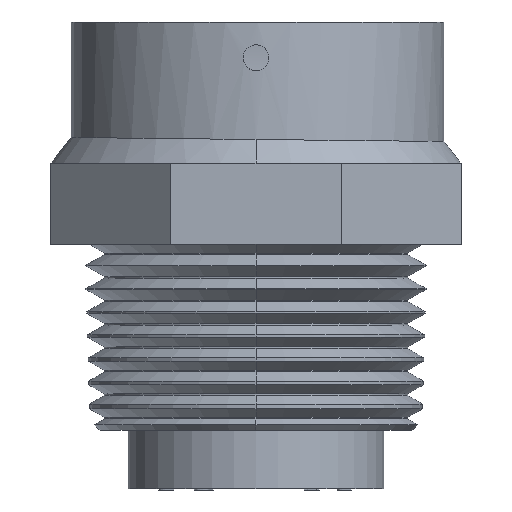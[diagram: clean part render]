
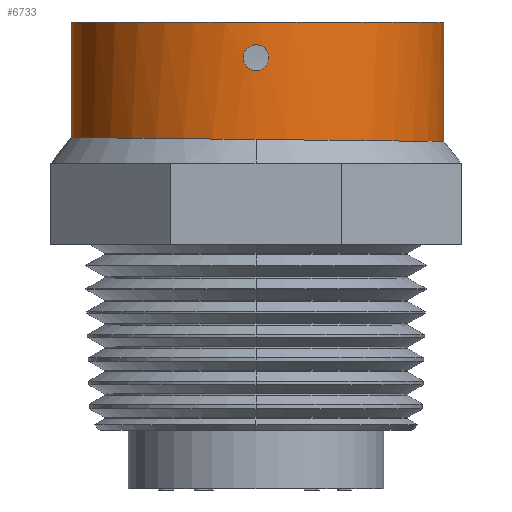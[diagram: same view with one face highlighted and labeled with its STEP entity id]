
A CAD part, front view. The second image highlights one B-rep face of the part: STEP entity #6733.
In plain terms, the highlighted cylindrical face has radius 14.4 mm (diameter 28.8 mm), a partial arc.
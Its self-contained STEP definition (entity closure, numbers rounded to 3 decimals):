
#2=CARTESIAN_POINT('',(14.52,0.,12.268));
#30=CARTESIAN_POINT('',(0.,-14.399,12.422));
#31=CARTESIAN_POINT('',(0.399,-14.403,12.418));
#32=CARTESIAN_POINT('',(1.197,-14.376,12.409));
#33=CARTESIAN_POINT('',(2.387,-14.237,12.397));
#34=CARTESIAN_POINT('',(3.561,-14.,12.384));
#35=CARTESIAN_POINT('',(4.711,-13.666,12.372));
#36=CARTESIAN_POINT('',(5.83,-13.238,12.36));
#37=CARTESIAN_POINT('',(6.909,-12.718,12.349));
#38=CARTESIAN_POINT('',(7.942,-12.11,12.338));
#39=CARTESIAN_POINT('',(8.92,-11.419,12.327));
#40=CARTESIAN_POINT('',(9.838,-10.649,12.318));
#41=CARTESIAN_POINT('',(10.688,-9.806,12.309));
#42=CARTESIAN_POINT('',(11.466,-8.895,12.3));
#43=CARTESIAN_POINT('',(12.165,-7.922,12.293));
#44=CARTESIAN_POINT('',(12.781,-6.895,12.286));
#45=CARTESIAN_POINT('',(13.31,-5.82,12.281));
#46=CARTESIAN_POINT('',(13.747,-4.705,12.276));
#47=CARTESIAN_POINT('',(14.091,-3.557,12.273));
#48=CARTESIAN_POINT('',(14.338,-2.385,12.27));
#49=CARTESIAN_POINT('',(14.487,-1.197,12.268));
#50=CARTESIAN_POINT('',(14.52,-0.399,12.268));
#51=CARTESIAN_POINT('',(14.52,0.,12.268));
#53=DIRECTION('',(0.,0.,-1.));
#54=VECTOR('',#53,9.232);
#55=CARTESIAN_POINT('',(14.52,0.,21.5));
#56=LINE('',#55,#54);
#57=DIRECTION('',(0.,0.,-1.));
#58=VECTOR('',#57,8.925);
#59=CARTESIAN_POINT('',(-14.28,0.,21.5));
#60=LINE('',#59,#58);
#81=CARTESIAN_POINT('',(-14.28,0.,12.575));
#83=CARTESIAN_POINT('',(-14.28,0.,12.575));
#84=CARTESIAN_POINT('',(-14.28,-0.417,12.575));
#85=CARTESIAN_POINT('',(-14.244,-1.25,12.575));
#86=CARTESIAN_POINT('',(-14.081,-2.49,12.573));
#87=CARTESIAN_POINT('',(-13.812,-3.712,12.57));
#88=CARTESIAN_POINT('',(-13.438,-4.906,12.566));
#89=CARTESIAN_POINT('',(-12.961,-6.063,12.561));
#90=CARTESIAN_POINT('',(-12.387,-7.174,12.555));
#91=CARTESIAN_POINT('',(-11.717,-8.231,12.548));
#92=CARTESIAN_POINT('',(-10.959,-9.227,12.54));
#93=CARTESIAN_POINT('',(-10.118,-10.152,12.53));
#94=CARTESIAN_POINT('',(-9.199,-11.002,12.521));
#95=CARTESIAN_POINT('',(-8.21,-11.768,12.51));
#96=CARTESIAN_POINT('',(-7.158,-12.446,12.499));
#97=CARTESIAN_POINT('',(-6.052,-13.03,12.487));
#98=CARTESIAN_POINT('',(-4.899,-13.516,12.475));
#99=CARTESIAN_POINT('',(-3.708,-13.901,12.462));
#100=CARTESIAN_POINT('',(-2.489,-14.18,12.449));
#101=CARTESIAN_POINT('',(-1.25,-14.353,12.436));
#102=CARTESIAN_POINT('',(-0.417,-14.396,
12.427));
#103=CARTESIAN_POINT('',(0.,-14.399,12.422));
#2611=CARTESIAN_POINT('',(0.12,0.,21.5));
#2612=DIRECTION('',(0.,0.,1.));
#2613=DIRECTION('',(-1.,0.,0.));
#2614=AXIS2_PLACEMENT_3D('',#2611,#2612,#2613);
#4875=CARTESIAN_POINT('',(-1.,-14.356,18.74));
#4876=CARTESIAN_POINT('',(-1.,-14.356,18.792));
#4877=CARTESIAN_POINT('',(-0.992,-14.357,
18.895));
#4878=CARTESIAN_POINT('',(-0.956,-14.36,
19.047));
#4879=CARTESIAN_POINT('',(-0.897,-14.364,
19.191));
#4880=CARTESIAN_POINT('',(-0.817,-14.37,
19.324));
#4881=CARTESIAN_POINT('',(-0.717,-14.376,
19.443));
#4882=CARTESIAN_POINT('',(-0.597,-14.382,
19.547));
#4883=CARTESIAN_POINT('',(-0.462,-14.388,
19.631));
#4884=CARTESIAN_POINT('',(-0.317,-14.394,
19.693));
#4885=CARTESIAN_POINT('',(-0.162,-14.398,
19.731));
#4886=CARTESIAN_POINT('',(0.,-14.4,
19.744));
#4887=CARTESIAN_POINT('',(0.161,-14.4,
19.731));
#4888=CARTESIAN_POINT('',(0.316,-14.399,
19.693));
#4889=CARTESIAN_POINT('',(0.462,-14.396,
19.631));
#4890=CARTESIAN_POINT('',(0.597,-14.392,
19.547));
#4891=CARTESIAN_POINT('',(0.717,-14.388,
19.443));
#4892=CARTESIAN_POINT('',(0.817,-14.383,
19.324));
#4893=CARTESIAN_POINT('',(0.897,-14.379,
19.191));
#4894=CARTESIAN_POINT('',(0.956,-14.376,
19.047));
#4895=CARTESIAN_POINT('',(0.992,-14.374,
18.895));
#4896=CARTESIAN_POINT('',(1.,-14.373,18.792));
#4897=CARTESIAN_POINT('',(1.,-14.373,18.74));
#4927=CARTESIAN_POINT('',(1.,-14.373,18.74));
#4928=CARTESIAN_POINT('',(1.,-14.373,18.688));
#4929=CARTESIAN_POINT('',(0.992,-14.374,
18.585));
#4930=CARTESIAN_POINT('',(0.956,-14.376,
18.433));
#4931=CARTESIAN_POINT('',(0.897,-14.379,
18.289));
#4932=CARTESIAN_POINT('',(0.817,-14.383,
18.156));
#4933=CARTESIAN_POINT('',(0.717,-14.388,
18.037));
#4934=CARTESIAN_POINT('',(0.598,-14.392,
17.933));
#4935=CARTESIAN_POINT('',(0.463,-14.396,
17.849));
#4936=CARTESIAN_POINT('',(0.317,-14.399,
17.787));
#4937=CARTESIAN_POINT('',(0.161,-14.4,
17.749));
#4938=CARTESIAN_POINT('',(0.001,-14.4,
17.736));
#4939=CARTESIAN_POINT('',(-0.162,-14.398,
17.749));
#4940=CARTESIAN_POINT('',(-0.317,-14.394,
17.787));
#4941=CARTESIAN_POINT('',(-0.462,-14.388,
17.849));
#4942=CARTESIAN_POINT('',(-0.597,-14.382,
17.933));
#4943=CARTESIAN_POINT('',(-0.717,-14.376,
18.037));
#4944=CARTESIAN_POINT('',(-0.817,-14.37,
18.156));
#4945=CARTESIAN_POINT('',(-0.897,-14.364,
18.289));
#4946=CARTESIAN_POINT('',(-0.956,-14.36,
18.433));
#4947=CARTESIAN_POINT('',(-0.992,-14.357,
18.585));
#4948=CARTESIAN_POINT('',(-1.,-14.356,18.688));
#4949=CARTESIAN_POINT('',(-1.,-14.356,18.74));
#6640=CARTESIAN_POINT('',(14.52,0.,21.5));
#6641=CARTESIAN_POINT('',(-14.28,0.,21.5));
#6642=VERTEX_POINT('',#6640);
#6643=VERTEX_POINT('',#6641);
#6644=VERTEX_POINT('',#2);
#6646=VERTEX_POINT('',#30);
#6647=VERTEX_POINT('',#81);
#6648=VERTEX_POINT('',#4875);
#6649=VERTEX_POINT('',#4897);
#6713=CARTESIAN_POINT('',(0.12,0.,21.5));
#6714=DIRECTION('',(0.,0.,1.));
#6715=DIRECTION('',(1.,0.,0.));
#6716=AXIS2_PLACEMENT_3D('',#6713,#6714,#6715);
#6717=CYLINDRICAL_SURFACE('',#6716,14.4);
#6718=ORIENTED_EDGE('',*,*,#6679,.F.);
#6720=ORIENTED_EDGE('',*,*,#6719,.F.);
#6721=ORIENTED_EDGE('',*,*,#6694,.F.);
#6723=ORIENTED_EDGE('',*,*,#6722,.T.);
#6724=ORIENTED_EDGE('',*,*,#6690,.T.);
#6725=EDGE_LOOP('',(#6718,#6720,#6721,#6723,#6724));
#6726=FACE_OUTER_BOUND('',#6725,.F.);
#6728=ORIENTED_EDGE('',*,*,#6727,.F.);
#6730=ORIENTED_EDGE('',*,*,#6729,.F.);
#6731=EDGE_LOOP('',(#6728,#6730));
#6732=FACE_BOUND('',#6731,.F.);
#6733=ADVANCED_FACE('',(#6726,#6732),#6717,.T.);
#52=B_SPLINE_CURVE_WITH_KNOTS('',3,(#30,#31,#32,#33,#34,#35,#36,#37,#38,#39,#40,
#41,#42,#43,#44,#45,#46,#47,#48,#49,#50,#51),.UNSPECIFIED.,.F.,.F.,(4,1,1,1,1,1,
1,1,1,1,1,1,1,1,1,1,1,1,1,4),(0.,0.053,0.105,
0.158,0.211,0.263,0.316,
0.368,0.421,0.474,0.526,
0.579,0.632,0.684,0.737,
0.789,0.842,0.895,0.947,1.),
.UNSPECIFIED.);
#104=B_SPLINE_CURVE_WITH_KNOTS('',3,(#83,#84,#85,#86,#87,#88,#89,#90,#91,#92,
#93,#94,#95,#96,#97,#98,#99,#100,#101,#102,#103),.UNSPECIFIED.,.F.,.F.,(4,1,1,1,
1,1,1,1,1,1,1,1,1,1,1,1,1,1,4),(0.,0.056,0.111,
0.167,0.222,0.278,0.333,
0.389,0.444,0.5,0.556,0.611,
0.667,0.722,0.778,0.833,
0.889,0.944,1.),.UNSPECIFIED.);
#2615=CIRCLE('',#2614,14.4);
#4898=B_SPLINE_CURVE_WITH_KNOTS('',3,(#4875,#4876,#4877,#4878,#4879,#4880,#4881,
#4882,#4883,#4884,#4885,#4886,#4887,#4888,#4889,#4890,#4891,#4892,#4893,#4894,
#4895,#4896,#4897),.UNSPECIFIED.,.F.,.F.,(4,1,1,1,1,1,1,1,1,1,1,1,1,1,1,1,1,1,1,
1,4),(0.,0.05,0.1,0.15,0.2,0.25,0.3,0.35,0.4,0.45,0.5,
0.55,0.6,0.65,0.7,0.75,0.8,0.85,0.9,0.95,1.),.UNSPECIFIED.);
#4950=B_SPLINE_CURVE_WITH_KNOTS('',3,(#4927,#4928,#4929,#4930,#4931,#4932,#4933,
#4934,#4935,#4936,#4937,#4938,#4939,#4940,#4941,#4942,#4943,#4944,#4945,#4946,
#4947,#4948,#4949),.UNSPECIFIED.,.F.,.F.,(4,1,1,1,1,1,1,1,1,1,1,1,1,1,1,1,1,1,1,
1,4),(0.,0.05,0.1,0.15,0.2,0.25,0.3,0.35,0.4,0.45,0.5,
0.55,0.6,0.65,0.7,0.75,0.8,0.85,0.9,0.95,1.),.UNSPECIFIED.);
#6679=EDGE_CURVE('',#6646,#6644,#52,.T.);
#6690=EDGE_CURVE('',#6642,#6644,#56,.T.);
#6694=EDGE_CURVE('',#6643,#6647,#60,.T.);
#6719=EDGE_CURVE('',#6647,#6646,#104,.T.);
#6722=EDGE_CURVE('',#6643,#6642,#2615,.T.);
#6727=EDGE_CURVE('',#6648,#6649,#4898,.T.);
#6729=EDGE_CURVE('',#6649,#6648,#4950,.T.);
